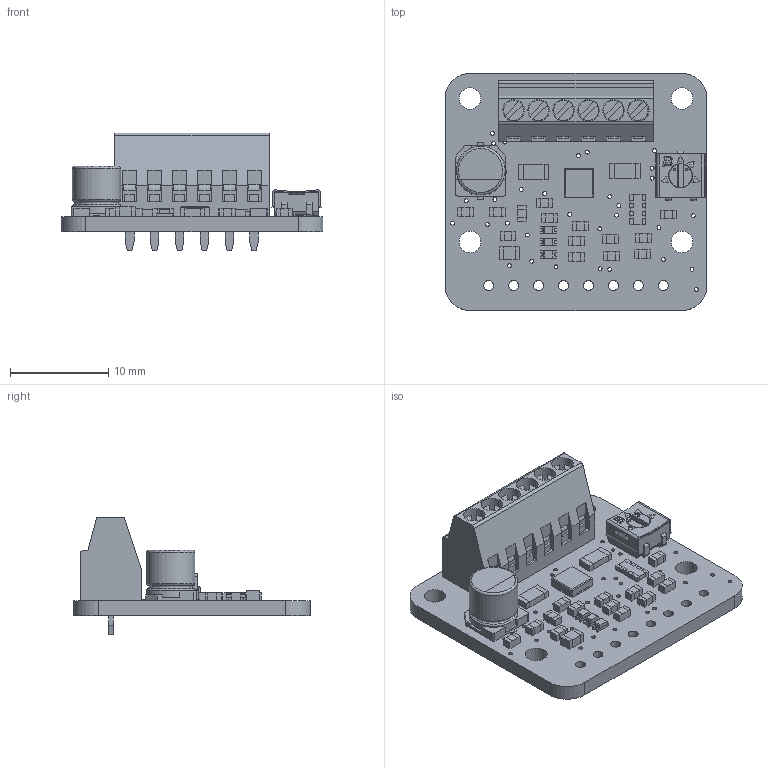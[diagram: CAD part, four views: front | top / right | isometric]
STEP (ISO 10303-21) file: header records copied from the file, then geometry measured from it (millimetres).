
FILE_DESCRIPTION(/* description */ (''),/* implementation_level */ '2;1');
FILE_NAME(/* name */ 'PCB Component.step',/* time_stamp */ '2025-06-12T12:10:06-04:00',/* author */ (''),/* organization */ (''),/* preprocessor_version */ 'ST-DEVELOPER v20.1',/* originating_system */ 'Autodesk Translation Framework v14.10.0.0',/* authorisation */ '');
FILE_SCHEMA (('AUTOMOTIVE_DESIGN { 1 0 10303 214 3 1 1 }'));
Length unit declared in the file: millimetre
Products named in the file (11): PCB Component; Board; 0.5Ω/1W; 20K; 10Ktrimmer; 10uF; 6-pin 2.54 Terminal; 47uF/16V; GREEN; STSPIN220; 20K Pack
Assembly tree (26 placements, depth 2):
  PCB Component
    Board
    0.5Ω/1W  x2
    20K  x14
    10Ktrimmer
    10uF
    6-pin 2.54 Terminal
    47uF/16V
    GREEN  x3
    STSPIN220
    20K Pack
Bounding box: 26.67 x 24.13 x 12 mm (x, y, z)
Volume: 1616.6 mm3; surface area: 4102.1 mm2
Topology: 68 solids, 69 shells, 1628 faces, 4305 edges, 2824 vertices
Faces by surface type: plane 1354, cylinder 235, cone 14, bspline 12, torus 7, sphere 6
Full cylindrical faces by diameter (mm): 0.254 x2, 0.394 x37, 1 x14, 1.016 x1, 1.6 x12, 1.7 x6, 2.2 x10, 2.464 x1, 3.404 x1, 3.658 x1, 4.115 x1, 4.394 x1, 4.905 x1, 4.925 x1
Entity records: 42629 total; most frequent: CARTESIAN_POINT 8469, ORIENTED_EDGE 6966, DIRECTION 6660, EDGE_CURVE 3483, LINE 2812, VECTOR 2812, VERTEX_POINT 2276, AXIS2_PLACEMENT_3D 1924
